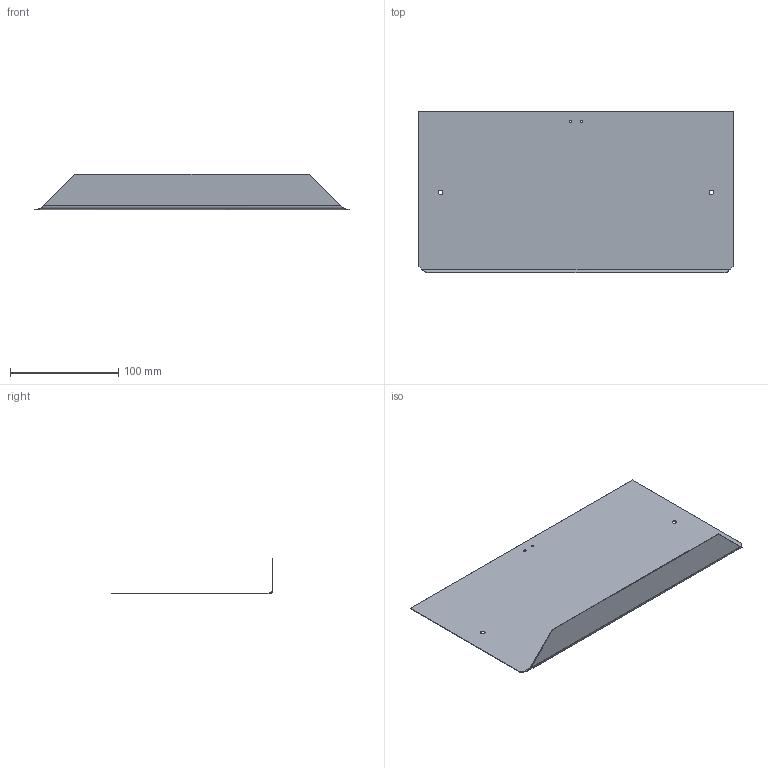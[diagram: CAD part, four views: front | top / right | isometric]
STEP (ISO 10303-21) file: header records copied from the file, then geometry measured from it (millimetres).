
FILE_DESCRIPTION (( 'STEP AP214' ), '1' );
FILE_NAME ('Sheet metal shorter side_2.STEP', '2020-04-13T12:37:36', ( '' ), ( '' ), 'SwSTEP 2.0', 'SolidWorks 2019', '' );
FILE_SCHEMA (( 'AUTOMOTIVE_DESIGN' ));
Length unit declared in the file: millimetre
Products named in the file (1): Sheet metal shorter side_2
Bounding box: 290 x 149.47 x 32.47 mm (x, y, z)
Volume: 26981 mm3; surface area: 102122.1 mm2
Topology: 1 solids, 1 shells, 24 faces, 58 edges, 36 vertices
Faces by surface type: plane 12, cylinder 10, bspline 2
Entity records: 804 total; most frequent: CARTESIAN_POINT 201, ORIENTED_EDGE 116, DIRECTION 112, EDGE_CURVE 58, AXIS2_PLACEMENT_3D 39, VERTEX_POINT 36, LINE 34, VECTOR 34
